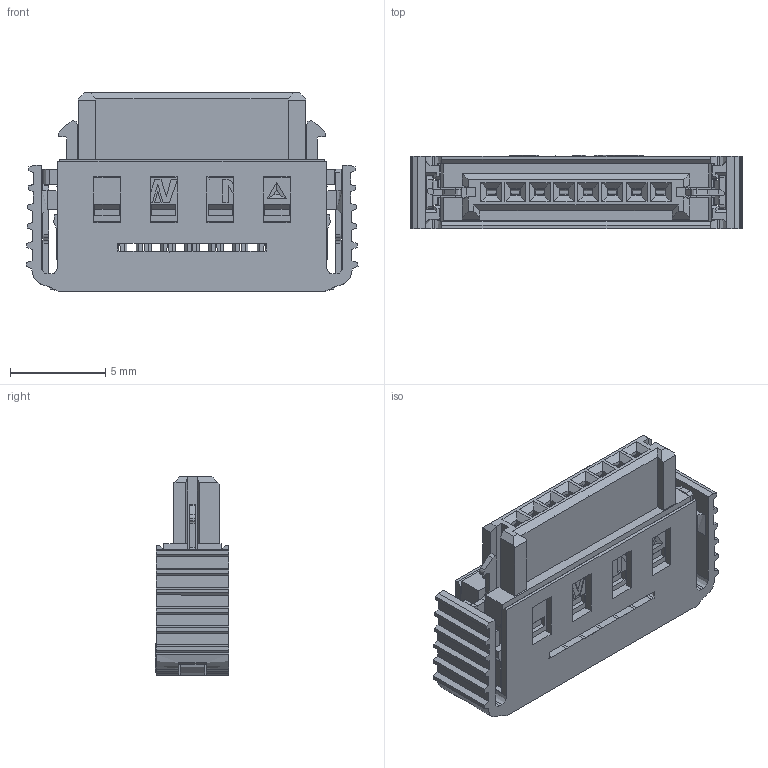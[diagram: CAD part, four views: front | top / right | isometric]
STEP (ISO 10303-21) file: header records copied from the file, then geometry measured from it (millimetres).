
FILE_DESCRIPTION( ('This file contains a STEP AP42 implementation' ,'as created by ZW3D STEP Interface translator.') ,'2;1' );
FILE_NAME( '3917-008RXXTM1WBT1.stp' ,'23 926.11 728', (''), ('ZWCAD Software Co.'), 'Version 1.0', 'ZW3D to STEP translator', '' );
FILE_SCHEMA(('AUTOMOTIVE_DESIGN { 1 0 10303 214 1 1 1 1 }'));
Length unit declared in the file: millimetre
Products named in the file (2): 0; 3917-008RXXTM1WBT1
Bounding box: 17.41 x 3.85 x 10.4 mm (x, y, z)
Topology: 0 solids, 1 shells, 2423 faces, 6775 edges, 4359 vertices
Faces by surface type: plane 1686, cylinder 613, bspline 92, cone 32
Entity records: 101216 total; most frequent: CARTESIAN_POINT 36647, ORIENTED_EDGE 13544, DIRECTION 12081, EDGE_CURVE 6752, VECTOR 5145, LINE 5145, VERTEX_POINT 4351, AXIS2_PLACEMENT_3D 3468
